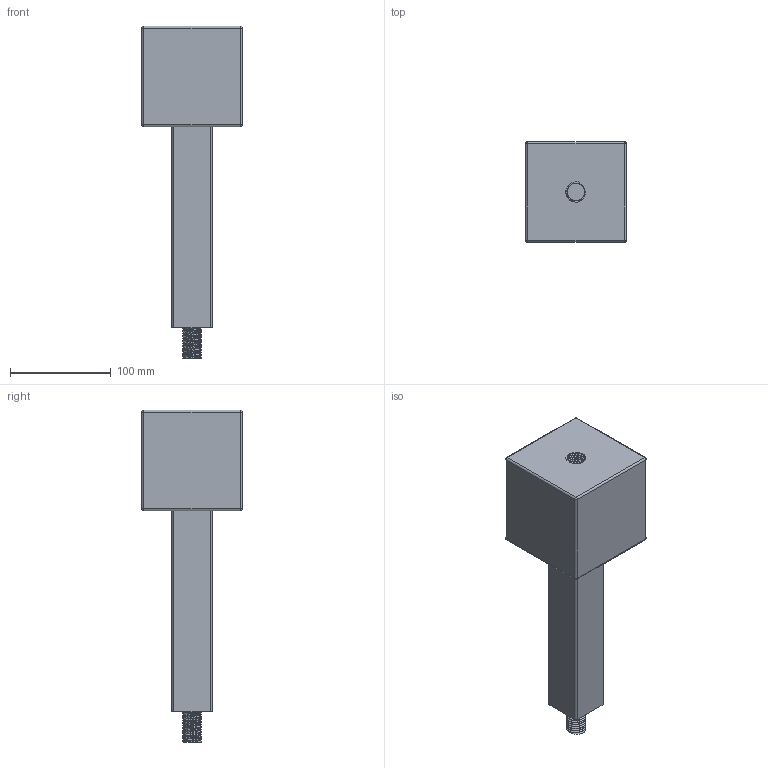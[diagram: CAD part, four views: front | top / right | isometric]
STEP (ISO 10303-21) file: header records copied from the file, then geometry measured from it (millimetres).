
FILE_DESCRIPTION(/* description */ (''),/* implementation_level */ '2;1');
FILE_NAME(/* name */ 'Reference Object.step',/* time_stamp */ '2024-07-14T00:26:45+03:00',/* author */ (''),/* organization */ (''),/* preprocessor_version */ 'ST-DEVELOPER v20',/* originating_system */ 'Autodesk Translation Framework v13.14.0.145',/* authorisation */ '');
FILE_SCHEMA (('AUTOMOTIVE_DESIGN { 1 0 10303 214 3 1 1 }'));
Length unit declared in the file: millimetre
Products named in the file (3): Reference Object; Reference Object_1; Support Beam
Assembly tree (2 placements, depth 2):
  Reference Object
    Reference Object_1
    Support Beam
Bounding box: 100 x 100 x 330 mm (x, y, z)
Volume: 1317325.5 mm3; surface area: 104945.4 mm2
Topology: 2 solids, 2 shells, 152 faces, 408 edges, 264 vertices
Faces by surface type: cylinder 120, plane 16, sphere 8, bspline 8
Full cylindrical faces by diameter (mm): 16.682 x11, 16.938 x11, 17.519 x22, 19.535 x11, 19.791 x11, 20.293 x22
Entity records: 16642 total; most frequent: CARTESIAN_POINT 13167, ORIENTED_EDGE 816, DIRECTION 532, EDGE_CURVE 408, VERTEX_POINT 264, B_SPLINE_CURVE_WITH_KNOTS 224, AXIS2_PLACEMENT_3D 198, EDGE_LOOP 156
